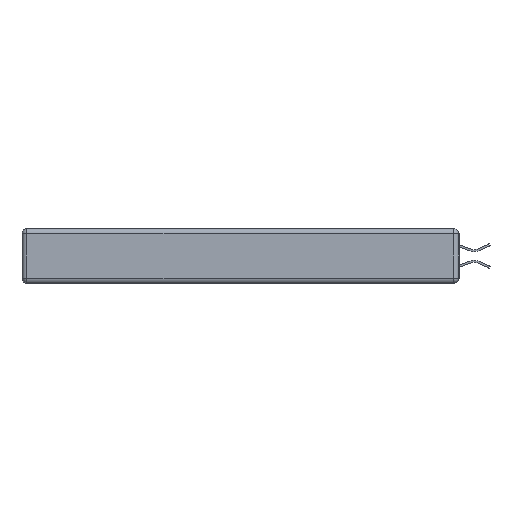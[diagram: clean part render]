
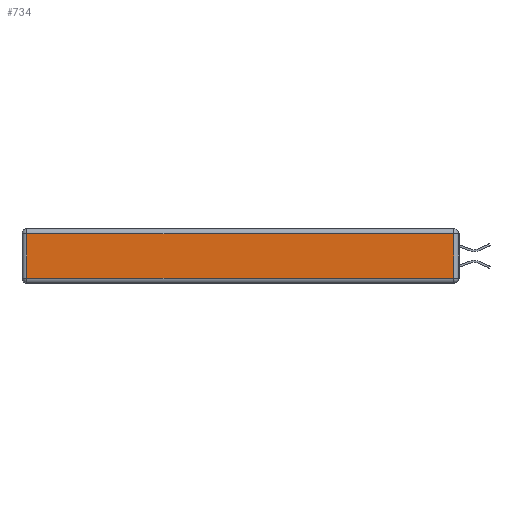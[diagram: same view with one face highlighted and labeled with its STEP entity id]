
A CAD part, left-side view. The second image highlights one B-rep face of the part: STEP entity #734.
In plain terms, the highlighted planar face has unit normal (-1, 0, 0).
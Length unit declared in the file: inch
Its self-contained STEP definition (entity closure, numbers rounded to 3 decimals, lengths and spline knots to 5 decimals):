
#734 = ADVANCED_FACE ( 'NONE', ( #1434 ), #6327, .T. ) ;
#772 = CARTESIAN_POINT ( 'NONE',  ( 0., 2.72, -0.313 ) ) ;
#847 = VERTEX_POINT ( 'NONE', #772 ) ;
#1067 = DIRECTION ( 'NONE',  ( -1., 0., 0. ) ) ;
#1320 = EDGE_CURVE ( 'NONE', #847, #9627, #2412, .T. ) ;
#1434 = FACE_OUTER_BOUND ( 'NONE', #10605, .T. ) ;
#1859 = CARTESIAN_POINT ( 'NONE',  ( 0., 0., -0.313 ) ) ;
#1910 = DIRECTION ( 'NONE',  ( 0., 0., -1. ) ) ;
#2214 = VECTOR ( 'NONE', #4818, 39.37008 ) ;
#2412 = LINE ( 'NONE', #1859, #3765 ) ;
#2533 = CARTESIAN_POINT ( 'NONE',  ( 0., 0.03, -0.343 ) ) ;
#2541 = LINE ( 'NONE', #2533, #2214 ) ;
#3302 = VECTOR ( 'NONE', #13855, 39.37008 ) ;
#3608 = LINE ( 'NONE', #13762, #3302 ) ;
#3618 = AXIS2_PLACEMENT_3D ( 'NONE', #11746, #1067, #7456 ) ;
#3730 = EDGE_CURVE ( 'NONE', #9627, #10301, #2541, .T. ) ;
#3765 = VECTOR ( 'NONE', #11617, 39.37008 ) ;
#4708 = VECTOR ( 'NONE', #1910, 39.37008 ) ;
#4818 = DIRECTION ( 'NONE',  ( 0., 0., 1. ) ) ;
#5735 = ORIENTED_EDGE ( 'NONE', *, *, #7620, .T. ) ;
#6327 = PLANE ( 'NONE',  #3618 ) ;
#6792 = VERTEX_POINT ( 'NONE', #9386 ) ;
#7456 = DIRECTION ( 'NONE',  ( 0., 0., 1. ) ) ;
#7591 = LINE ( 'NONE', #9429, #4708 ) ;
#7620 = EDGE_CURVE ( 'NONE', #10301, #6792, #3608, .T. ) ;
#8568 = CARTESIAN_POINT ( 'NONE',  ( 0., 0.03, -0.313 ) ) ;
#8724 = ORIENTED_EDGE ( 'NONE', *, *, #10603, .T. ) ;
#8892 = CARTESIAN_POINT ( 'NONE',  ( 0., 0.03, -0.03 ) ) ;
#9386 = CARTESIAN_POINT ( 'NONE',  ( 0., 2.72, -0.03 ) ) ;
#9429 = CARTESIAN_POINT ( 'NONE',  ( 0., 2.72, -0.343 ) ) ;
#9627 = VERTEX_POINT ( 'NONE', #8568 ) ;
#10301 = VERTEX_POINT ( 'NONE', #8892 ) ;
#10603 = EDGE_CURVE ( 'NONE', #6792, #847, #7591, .T. ) ;
#10605 = EDGE_LOOP ( 'NONE', ( #11680, #11181, #5735, #8724 ) ) ;
#11181 = ORIENTED_EDGE ( 'NONE', *, *, #3730, .T. ) ;
#11617 = DIRECTION ( 'NONE',  ( 0., -1., 0. ) ) ;
#11680 = ORIENTED_EDGE ( 'NONE', *, *, #1320, .T. ) ;
#11746 = CARTESIAN_POINT ( 'NONE',  ( 0., 0., -0.343 ) ) ;
#13762 = CARTESIAN_POINT ( 'NONE',  ( 0., 2.75, -0.03 ) ) ;
#13855 = DIRECTION ( 'NONE',  ( 0., 1., 0. ) ) ;
